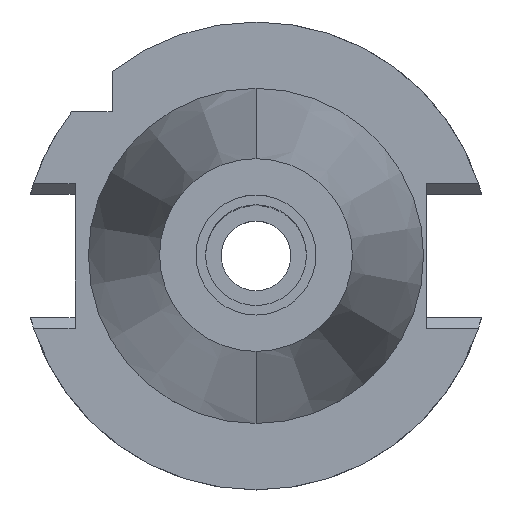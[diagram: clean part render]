
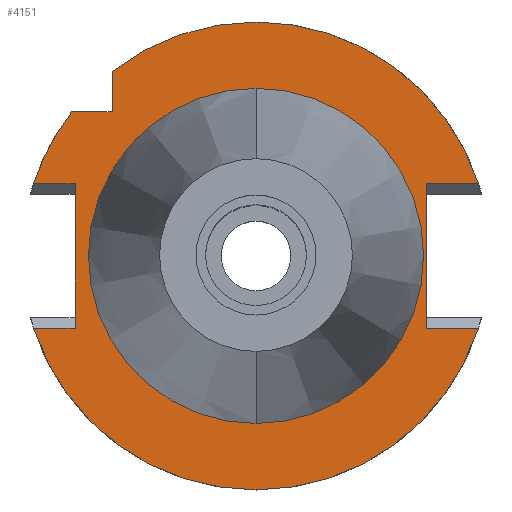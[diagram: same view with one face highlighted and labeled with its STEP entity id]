
A CAD part, top view. The second image highlights one B-rep face of the part: STEP entity #4151.
In plain terms, the highlighted planar face has unit normal (0, 0, 1).
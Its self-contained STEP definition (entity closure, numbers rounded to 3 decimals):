
#1494=DIRECTION('',(0.,-1.,0.));
#1495=VECTOR('',#1494,30.1);
#1496=CARTESIAN_POINT('',(-37.7,15.05,-1.5));
#1497=LINE('',#1496,#1495);
#1557=DIRECTION('',(-1.,0.,0.));
#1558=VECTOR('',#1557,8.426);
#1559=CARTESIAN_POINT('',(-30.,30.,-1.5));
#1560=LINE('',#1559,#1558);
#1581=DIRECTION('',(0.,1.,0.));
#1582=VECTOR('',#1581,8.426);
#1583=CARTESIAN_POINT('',(-30.,30.,-1.5));
#1584=LINE('',#1583,#1582);
#1588=CARTESIAN_POINT('',(0.,0.,-1.5));
#1589=DIRECTION('',(0.,0.,-1.));
#1590=DIRECTION('',(-0.615,0.788,0.));
#1591=AXIS2_PLACEMENT_3D('',#1588,#1589,#1590);
#1596=CARTESIAN_POINT('',(0.,0.,-1.5));
#1597=DIRECTION('',(0.,0.,-1.));
#1598=DIRECTION('',(0.,1.,0.));
#1599=AXIS2_PLACEMENT_3D('',#1596,#1597,#1598);
#1604=DIRECTION('',(0.,-1.,0.));
#1605=VECTOR('',#1604,30.1);
#1606=CARTESIAN_POINT('',(35.5,15.05,-1.5));
#1607=LINE('',#1606,#1605);
#1611=DIRECTION('',(1.,0.,0.));
#1612=VECTOR('',#1611,10.869);
#1613=CARTESIAN_POINT('',(35.5,-15.05,-1.5));
#1614=LINE('',#1613,#1612);
#1618=CARTESIAN_POINT('',(0.,0.,-1.5));
#1619=DIRECTION('',(0.,0.,-1.));
#1620=DIRECTION('',(0.951,-0.309,0.));
#1621=AXIS2_PLACEMENT_3D('',#1618,#1619,#1620);
#1626=CARTESIAN_POINT('',(0.,0.,-1.5));
#1627=DIRECTION('',(0.,0.,-1.));
#1628=DIRECTION('',(0.,-1.,0.));
#1629=AXIS2_PLACEMENT_3D('',#1626,#1627,#1628);
#1634=DIRECTION('',(-1.,0.,0.));
#1635=VECTOR('',#1634,8.669);
#1636=CARTESIAN_POINT('',(-37.7,15.05,-1.5));
#1637=LINE('',#1636,#1635);
#1641=CARTESIAN_POINT('',(0.,0.,-1.5));
#1642=DIRECTION('',(0.,0.,-1.));
#1643=DIRECTION('',(-0.951,0.309,0.));
#1644=AXIS2_PLACEMENT_3D('',#1641,#1642,#1643);
#1649=CARTESIAN_POINT('',(0.,0.,-1.5));
#1650=DIRECTION('',(0.,0.,1.));
#1651=DIRECTION('',(0.,-1.,0.));
#1652=AXIS2_PLACEMENT_3D('',#1649,#1650,#1651);
#1657=CARTESIAN_POINT('',(0.,0.,-1.5));
#1658=DIRECTION('',(0.,0.,1.));
#1659=DIRECTION('',(0.,1.,0.));
#1660=AXIS2_PLACEMENT_3D('',#1657,#1658,#1659);
#1682=CARTESIAN_POINT('',(46.369,15.05,-1.5));
#1848=DIRECTION('',(1.,0.,0.));
#1849=VECTOR('',#1848,10.869);
#1850=CARTESIAN_POINT('',(35.5,15.05,-1.5));
#1851=LINE('',#1850,#1849);
#1858=CARTESIAN_POINT('',(-46.369,-15.05,-1.5));
#1892=DIRECTION('',(-1.,0.,0.));
#1893=VECTOR('',#1892,8.669);
#1894=CARTESIAN_POINT('',(-37.7,-15.05,-1.5));
#1895=LINE('',#1894,#1893);
#2769=CARTESIAN_POINT('',(-30.,38.426,-1.5));
#2770=VERTEX_POINT('',#2769);
#2771=CARTESIAN_POINT('',(-30.,30.,-1.5));
#2772=VERTEX_POINT('',#2771);
#2802=CARTESIAN_POINT('',(-37.7,15.05,-1.5));
#2803=VERTEX_POINT('',#2802);
#2804=CARTESIAN_POINT('',(-37.7,-15.05,-1.5));
#2805=VERTEX_POINT('',#2804);
#2862=VERTEX_POINT('',#1858);
#2863=CARTESIAN_POINT('',(0.,-48.75,-1.5));
#2864=VERTEX_POINT('',#2863);
#2865=CARTESIAN_POINT('',(46.369,-15.05,-1.5));
#2866=VERTEX_POINT('',#2865);
#2870=VERTEX_POINT('',#1682);
#2871=CARTESIAN_POINT('',(0.,48.75,-1.5));
#2872=VERTEX_POINT('',#2871);
#2873=CARTESIAN_POINT('',(-38.426,30.,-1.5));
#2874=VERTEX_POINT('',#2873);
#2875=CARTESIAN_POINT('',(-46.369,15.05,-1.5));
#2876=VERTEX_POINT('',#2875);
#2877=CARTESIAN_POINT('',(35.5,15.05,-1.5));
#2878=VERTEX_POINT('',#2877);
#2879=CARTESIAN_POINT('',(35.5,-15.05,-1.5));
#2880=VERTEX_POINT('',#2879);
#2881=CARTESIAN_POINT('',(0.,-34.925,-1.5));
#2882=CARTESIAN_POINT('',(0.,34.925,-1.5));
#2883=VERTEX_POINT('',#2881);
#2884=VERTEX_POINT('',#2882);
#4116=CARTESIAN_POINT('',(0.,0.,-1.5));
#4117=DIRECTION('',(0.,0.,-1.));
#4118=DIRECTION('',(0.,-1.,0.));
#4119=AXIS2_PLACEMENT_3D('',#4116,#4117,#4118);
#4120=PLANE('',#4119);
#4121=ORIENTED_EDGE('',*,*,#3896,.T.);
#4123=ORIENTED_EDGE('',*,*,#4122,.T.);
#4125=ORIENTED_EDGE('',*,*,#4124,.T.);
#4127=ORIENTED_EDGE('',*,*,#4126,.F.);
#4128=ORIENTED_EDGE('',*,*,#3956,.T.);
#4130=ORIENTED_EDGE('',*,*,#4129,.T.);
#4132=ORIENTED_EDGE('',*,*,#4131,.T.);
#4134=ORIENTED_EDGE('',*,*,#4133,.T.);
#4136=ORIENTED_EDGE('',*,*,#4135,.F.);
#4137=ORIENTED_EDGE('',*,*,#4043,.F.);
#4139=ORIENTED_EDGE('',*,*,#4138,.T.);
#4141=ORIENTED_EDGE('',*,*,#4140,.T.);
#4142=ORIENTED_EDGE('',*,*,#4098,.F.);
#4143=EDGE_LOOP('',(#4121,#4123,#4125,#4127,#4128,#4130,#4132,#4134,#4136,#4137,
#4139,#4141,#4142));
#4144=FACE_OUTER_BOUND('',#4143,.F.);
#4146=ORIENTED_EDGE('',*,*,#4145,.T.);
#4148=ORIENTED_EDGE('',*,*,#4147,.T.);
#4149=EDGE_LOOP('',(#4146,#4148));
#4150=FACE_BOUND('',#4149,.F.);
#1592=CIRCLE('',#1591,48.75);
#1600=CIRCLE('',#1599,48.75);
#1622=CIRCLE('',#1621,48.75);
#1630=CIRCLE('',#1629,48.75);
#1645=CIRCLE('',#1644,48.75);
#1653=CIRCLE('',#1652,34.925);
#1661=CIRCLE('',#1660,34.925);
#3896=EDGE_CURVE('',#2772,#2770,#1584,.T.);
#3956=EDGE_CURVE('',#2878,#2880,#1607,.T.);
#4043=EDGE_CURVE('',#2803,#2805,#1497,.T.);
#4098=EDGE_CURVE('',#2772,#2874,#1560,.T.);
#4122=EDGE_CURVE('',#2770,#2872,#1592,.T.);
#4124=EDGE_CURVE('',#2872,#2870,#1600,.T.);
#4126=EDGE_CURVE('',#2878,#2870,#1851,.T.);
#4129=EDGE_CURVE('',#2880,#2866,#1614,.T.);
#4131=EDGE_CURVE('',#2866,#2864,#1622,.T.);
#4133=EDGE_CURVE('',#2864,#2862,#1630,.T.);
#4135=EDGE_CURVE('',#2805,#2862,#1895,.T.);
#4138=EDGE_CURVE('',#2803,#2876,#1637,.T.);
#4140=EDGE_CURVE('',#2876,#2874,#1645,.T.);
#4145=EDGE_CURVE('',#2883,#2884,#1653,.T.);
#4147=EDGE_CURVE('',#2884,#2883,#1661,.T.);
#4151=ADVANCED_FACE('',(#4144,#4150),#4120,.F.);
